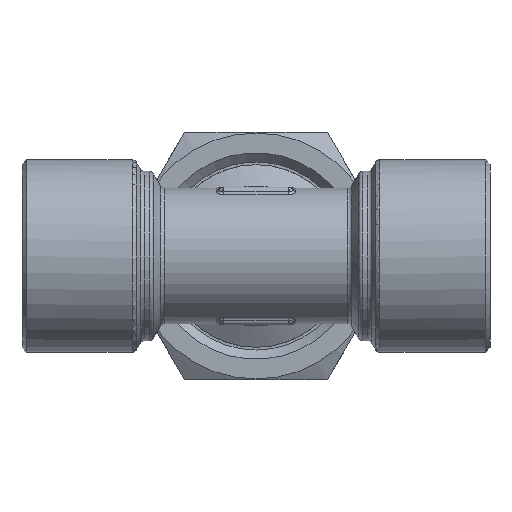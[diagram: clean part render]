
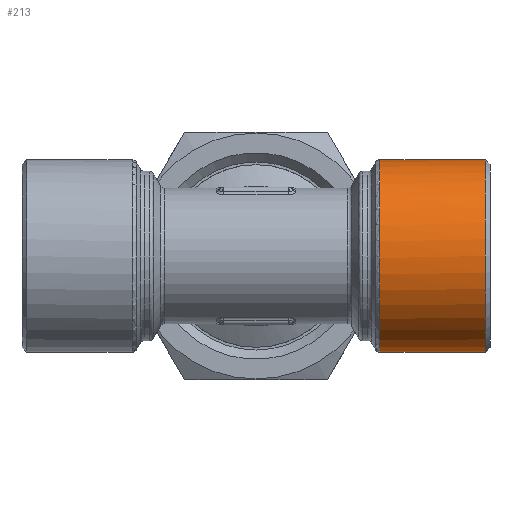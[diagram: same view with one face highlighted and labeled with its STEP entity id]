
A CAD part, left-side view. The second image highlights one B-rep face of the part: STEP entity #213.
In plain terms, the highlighted cylindrical face has radius 10.5 mm (diameter 21 mm), a full revolution.
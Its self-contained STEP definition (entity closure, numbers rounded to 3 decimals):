
#213 = ADVANCED_FACE( 'NONE', ( #653, #654 ), #655, .T. );
#653 = FACE_OUTER_BOUND( '', #3327, .T. );
#654 = FACE_OUTER_BOUND( '', #3328, .T. );
#655 = CYLINDRICAL_SURFACE( '', #3329, 10.5 );
#3327 = EDGE_LOOP( '', ( #6245, #6246, #6247, #6248, #6249 ) );
#3328 = EDGE_LOOP( '', ( #6250 ) );
#3329 = AXIS2_PLACEMENT_3D( '', #6251, #6252, #6253 );
#6245 = ORIENTED_EDGE( '', *, *, #7242, .T. );
#6246 = ORIENTED_EDGE( '', *, *, #7546, .T. );
#6247 = ORIENTED_EDGE( '', *, *, #7252, .T. );
#6248 = ORIENTED_EDGE( '', *, *, #7256, .T. );
#6249 = ORIENTED_EDGE( '', *, *, #7522, .T. );
#6250 = ORIENTED_EDGE( '', *, *, #7609, .T. );
#6251 = CARTESIAN_POINT( '', ( 0., 0., 0. ) );
#6252 = DIRECTION( '', ( 0., -1., 0. ) );
#6253 = DIRECTION( '', ( 0., 0., -1. ) );
#7242 = EDGE_CURVE( 'NONE', #8014, #8012, #8015, .T. );
#7252 = EDGE_CURVE( 'NONE', #8030, #8025, #8031, .T. );
#7256 = EDGE_CURVE( 'NONE', #8025, #8035, #8037, .T. );
#7522 = EDGE_CURVE( 'NONE', #8035, #8014, #8483, .T. );
#7546 = EDGE_CURVE( 'NONE', #8012, #8030, #8518, .T. );
#7609 = EDGE_CURVE( 'NONE', #8615, #8615, #8616, .T. );
#8012 = VERTEX_POINT( 'NONE', #9650 );
#8014 = VERTEX_POINT( 'NONE', #9652 );
#8015 = CIRCLE( '', #9653, 10.5 );
#8025 = VERTEX_POINT( 'NONE', #9663 );
#8030 = VERTEX_POINT( 'NONE', #9680 );
#8031 = B_SPLINE_CURVE_WITH_KNOTS( '', 3, ( #9681, #9682, #9683, #9684, #9685, #9686, #9687 ), .UNSPECIFIED., .F., .F., ( 4, 1, 1, 1, 4 ), ( 0., 0.251, 0.501, 0.751, 1. ), .UNSPECIFIED. );
#8035 = VERTEX_POINT( 'NONE', #9704 );
#8037 = B_SPLINE_CURVE_WITH_KNOTS( '', 3, ( #9709, #9710, #9711, #9712, #9713, #9714 ), .UNSPECIFIED., .F., .F., ( 4, 2, 4 ), ( 0.001, 0.002, 0.003 ), .UNSPECIFIED. );
#8483 = B_SPLINE_CURVE_WITH_KNOTS( '', 3, ( #11164, #11165, #11166, #11167, #11168, #11169, #11170, #11171, #11172, #11173, #11174, #11175, #11176, #11177 ), .UNSPECIFIED., .F., .F., ( 4, 1, 1, 1, 1, 1, 1, 1, 1, 1, 1, 4 ), ( 0., 0.063, 0.126, 0.188, 0.249, 0.376, 0.499, 0.626, 0.75, 0.833, 0.916, 1. ), .UNSPECIFIED. );
#8518 = B_SPLINE_CURVE_WITH_KNOTS( '', 3, ( #11264, #11265, #11266, #11267, #11268, #11269, #11270, #11271, #11272, #11273, #11274, #11275, #11276, #11277 ), .UNSPECIFIED., .F., .F., ( 4, 1, 1, 1, 1, 1, 1, 1, 1, 1, 1, 4 ), ( 0., 0.051, 0.101, 0.151, 0.2, 0.25, 0.374, 0.5, 0.623, 0.75, 0.874, 1. ), .UNSPECIFIED. );
#8615 = VERTEX_POINT( '', #11538 );
#8616 = CIRCLE( '', #11539, 10.5 );
#9650 = CARTESIAN_POINT( '', ( 10.212, -13.499, -2.442 ) );
#9652 = CARTESIAN_POINT( '', ( 10.212, -13.499, 2.442 ) );
#9653 = AXIS2_PLACEMENT_3D( '', #12270, #12271, #12272 );
#9663 = CARTESIAN_POINT( '', ( 10.5, -12.25, 0. ) );
#9680 = CARTESIAN_POINT( '', ( 10.445, -12.194, -1.071 ) );
#9681 = CARTESIAN_POINT( '', ( 10.445, -12.194, -1.071 ) );
#9682 = CARTESIAN_POINT( '', ( 10.454, -12.202, -0.982 ) );
#9683 = CARTESIAN_POINT( '', ( 10.471, -12.22, -0.804 ) );
#9684 = CARTESIAN_POINT( '', ( 10.487, -12.237, -0.536 ) );
#9685 = CARTESIAN_POINT( '', ( 10.498, -12.248, -0.268 ) );
#9686 = CARTESIAN_POINT( '', ( 10.499, -12.249, -0.089 ) );
#9687 = CARTESIAN_POINT( '', ( 10.5, -12.25, 0. ) );
#9704 = CARTESIAN_POINT( '', ( 10.445, -12.194, 1.071 ) );
#9709 = CARTESIAN_POINT( '', ( 10.5, -12.25, 0. ) );
#9710 = CARTESIAN_POINT( '', ( 10.5, -12.25, 0.18 ) );
#9711 = CARTESIAN_POINT( '', ( 10.495, -12.245, 0.359 ) );
#9712 = CARTESIAN_POINT( '', ( 10.477, -12.226, 0.716 ) );
#9713 = CARTESIAN_POINT( '', ( 10.463, -12.212, 0.894 ) );
#9714 = CARTESIAN_POINT( '', ( 10.445, -12.194, 1.071 ) );
#11164 = CARTESIAN_POINT( '', ( 10.445, -12.194, 1.071 ) );
#11165 = CARTESIAN_POINT( '', ( 10.444, -12.237, 1.078 ) );
#11166 = CARTESIAN_POINT( '', ( 10.443, -12.323, 1.093 ) );
#11167 = CARTESIAN_POINT( '', ( 10.439, -12.449, 1.127 ) );
#11168 = CARTESIAN_POINT( '', ( 10.435, -12.571, 1.169 ) );
#11169 = CARTESIAN_POINT( '', ( 10.427, -12.73, 1.239 ) );
#11170 = CARTESIAN_POINT( '', ( 10.414, -12.918, 1.348 ) );
#11171 = CARTESIAN_POINT( '', ( 10.391, -13.118, 1.516 ) );
#11172 = CARTESIAN_POINT( '', ( 10.36, -13.284, 1.715 ) );
#11173 = CARTESIAN_POINT( '', ( 10.324, -13.393, 1.917 ) );
#11174 = CARTESIAN_POINT( '', ( 10.287, -13.458, 2.105 ) );
#11175 = CARTESIAN_POINT( '', ( 10.252, -13.493, 2.272 ) );
#11176 = CARTESIAN_POINT( '', ( 10.225, -13.497, 2.385 ) );
#11177 = CARTESIAN_POINT( '', ( 10.212, -13.499, 2.442 ) );
#11264 = CARTESIAN_POINT( '', ( 10.212, -13.499, -2.442 ) );
#11265 = CARTESIAN_POINT( '', ( 10.22, -13.498, -2.408 ) );
#11266 = CARTESIAN_POINT( '', ( 10.236, -13.497, -2.34 ) );
#11267 = CARTESIAN_POINT( '', ( 10.259, -13.484, -2.238 ) );
#11268 = CARTESIAN_POINT( '', ( 10.28, -13.464, -2.139 ) );
#11269 = CARTESIAN_POINT( '', ( 10.3, -13.436, -2.041 ) );
#11270 = CARTESIAN_POINT( '', ( 10.328, -13.383, -1.898 ) );
#11271 = CARTESIAN_POINT( '', ( 10.36, -13.284, -1.716 ) );
#11272 = CARTESIAN_POINT( '', ( 10.39, -13.119, -1.517 ) );
#11273 = CARTESIAN_POINT( '', ( 10.413, -12.919, -1.349 ) );
#11274 = CARTESIAN_POINT( '', ( 10.429, -12.695, -1.218 ) );
#11275 = CARTESIAN_POINT( '', ( 10.44, -12.451, -1.121 ) );
#11276 = CARTESIAN_POINT( '', ( 10.444, -12.28, -1.087 ) );
#11277 = CARTESIAN_POINT( '', ( 10.445, -12.194, -1.071 ) );
#11538 = CARTESIAN_POINT( '', ( 0., -25., -10.5 ) );
#11539 = AXIS2_PLACEMENT_3D( '', #12728, #12729, #12730 );
#12270 = CARTESIAN_POINT( '', ( 0., -13.499, 0. ) );
#12271 = DIRECTION( '', ( 0., -1., 0. ) );
#12272 = DIRECTION( '', ( 0., 0., -1. ) );
#12728 = CARTESIAN_POINT( '', ( 0., -25., 0. ) );
#12729 = DIRECTION( '', ( 0., 1., 0. ) );
#12730 = DIRECTION( '', ( 0., 0., -1. ) );
